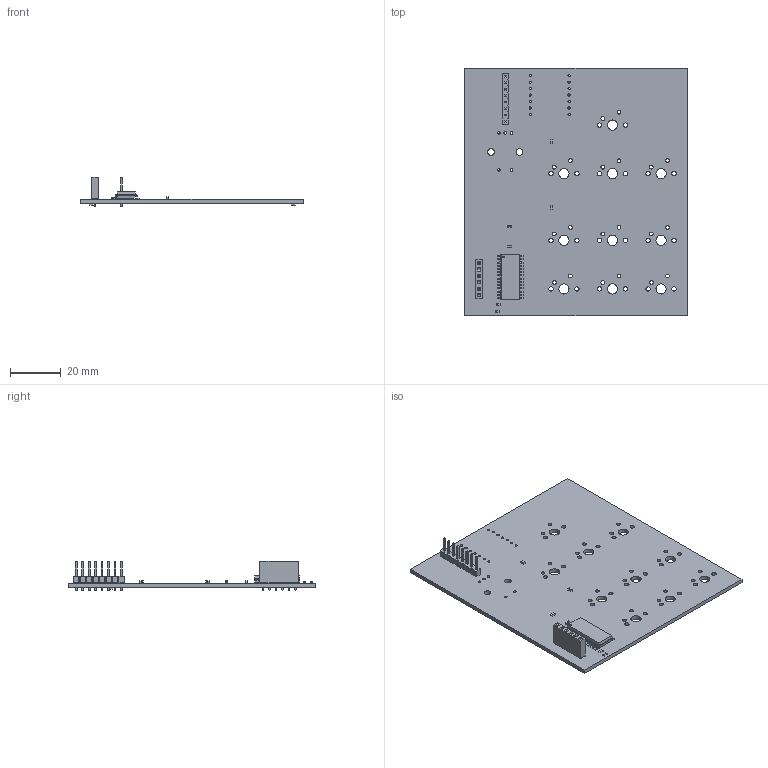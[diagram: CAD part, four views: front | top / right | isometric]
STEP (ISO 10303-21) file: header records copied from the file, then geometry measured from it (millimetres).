
FILE_DESCRIPTION(('KiCad electronic assembly'),'2;1');
FILE_NAME('toby-hackpad.step','2025-02-26T01:44:29',('Pcbnew'),('Kicad') ,'Open CASCADE STEP processor 7.6','KiCad to STEP converter','Unknown' );
FILE_SCHEMA(('AUTOMOTIVE_DESIGN { 1 0 10303 214 1 1 1 1 }'));
Length unit declared in the file: millimetre
Products named in the file (12): toby-hackpad 1; PinHeader_1x08_P2.54mm_Vertical; PinHeader_1x08_P254mm_Vertical; C_0603_1608Metric; SOIC-28W_7.5x17.9mm_P1.27mm; SOIC_28W_75x179mm_P127mm; PinSocket_1x06_P2.54mm_Vertical; R_0603_1608Metric; _autosave-toby-hackpad_PCB
Assembly tree (17 placements, depth 3):
  toby-hackpad 1
    PinHeader_1x08_P2.54mm_Vertical
      PinHeader_1x08_P254mm_Vertical
    C_0603_1608Metric  x6
      C_0603_1608Metric
    SOIC-28W_7.5x17.9mm_P1.27mm
      SOIC_28W_75x179mm_P127mm
    PinSocket_1x06_P2.54mm_Vertical
      PinSocket_1x06_P2.54mm_Vertical
    R_0603_1608Metric  x2
      R_0603_1608Metric
    _autosave-toby-hackpad_PCB
Bounding box: 87.22 x 97.02 x 11.64 mm (x, y, z)
Volume: 13961.2 mm3; surface area: 19188.5 mm2
Topology: 12 solids, 12 shells, 1129 faces, 2960 edges, 1896 vertices
Faces by surface type: plane 791, cylinder 286, bspline 52
Full cylindrical faces by diameter (mm): 0.6 x1, 0.889 x14, 1 x19, 1.5 x20, 1.7 x20, 2.6 x2, 4 x10
Entity records: 35859 total; most frequent: CARTESIAN_POINT 5313, ORIENTED_EDGE 5064, DIRECTION 4794, EDGE_CURVE 2532, LINE 2064, VECTOR 2064, VERTEX_POINT 1612, AXIS2_PLACEMENT_3D 1365
